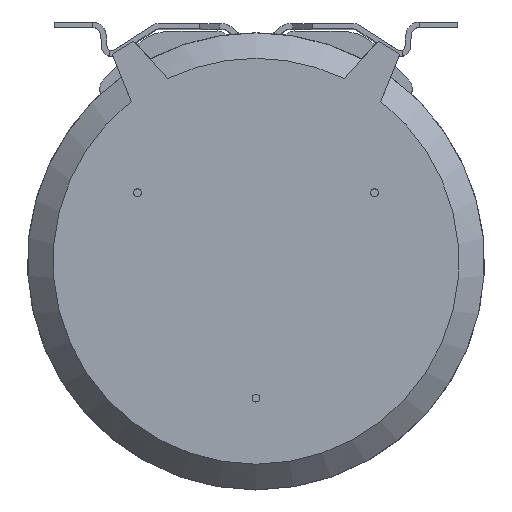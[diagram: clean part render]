
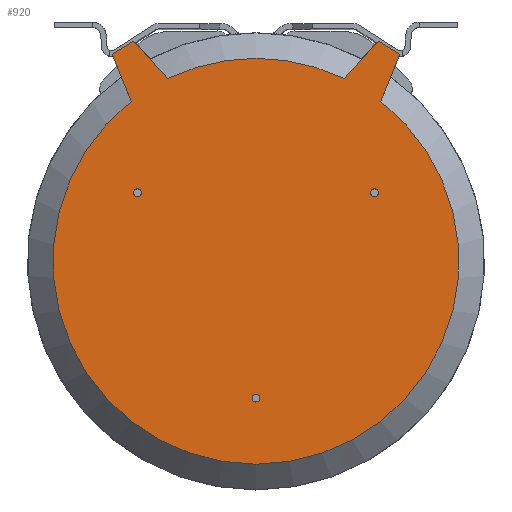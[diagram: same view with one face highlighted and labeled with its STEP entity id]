
A CAD part, top view. The second image highlights one B-rep face of the part: STEP entity #920.
In plain terms, the highlighted planar face has unit normal (0, 0, 1).
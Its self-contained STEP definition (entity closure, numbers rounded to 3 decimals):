
#580=CIRCLE('',#5701,148.294);
#581=CIRCLE('',#5702,148.294);
#592=CIRCLE('',#5717,148.294);
#593=CIRCLE('',#5718,148.294);
#594=CIRCLE('',#5719,2.876);
#595=CIRCLE('',#5720,2.876);
#596=CIRCLE('',#5721,2.876);
#597=CIRCLE('',#5722,2.876);
#598=CIRCLE('',#5723,2.876);
#599=CIRCLE('',#5724,2.876);
#920=ADVANCED_FACE('',(#1370,#1371,#1372,#1373),#1211,.T.);
#1211=PLANE('',#5725);
#1370=FACE_BOUND('',#1440,.T.);
#1371=FACE_BOUND('',#1441,.T.);
#1372=FACE_BOUND('',#1442,.T.);
#1373=FACE_BOUND('',#1443,.T.);
#1440=EDGE_LOOP('',(#1812,#1813,#1814,#1815,#1816,#1817,#1818,#1819,#1820,
#1821));
#1441=EDGE_LOOP('',(#1822,#1823));
#1442=EDGE_LOOP('',(#1824,#1825));
#1443=EDGE_LOOP('',(#1826,#1827));
#1812=ORIENTED_EDGE('',*,*,#4035,.F.);
#1813=ORIENTED_EDGE('',*,*,#4036,.F.);
#1814=ORIENTED_EDGE('',*,*,#4037,.F.);
#1815=ORIENTED_EDGE('',*,*,#4038,.F.);
#1816=ORIENTED_EDGE('',*,*,#4039,.F.);
#1817=ORIENTED_EDGE('',*,*,#4040,.F.);
#1818=ORIENTED_EDGE('',*,*,#4041,.F.);
#1819=ORIENTED_EDGE('',*,*,#4042,.F.);
#1820=ORIENTED_EDGE('',*,*,#4013,.F.);
#1821=ORIENTED_EDGE('',*,*,#4012,.F.);
#1822=ORIENTED_EDGE('',*,*,#4043,.F.);
#1823=ORIENTED_EDGE('',*,*,#4044,.F.);
#1824=ORIENTED_EDGE('',*,*,#4045,.F.);
#1825=ORIENTED_EDGE('',*,*,#4046,.F.);
#1826=ORIENTED_EDGE('',*,*,#4047,.F.);
#1827=ORIENTED_EDGE('',*,*,#4048,.F.);
#3445=VERTEX_POINT('',#8170);
#3446=VERTEX_POINT('',#8172);
#3447=VERTEX_POINT('',#8174);
#3465=VERTEX_POINT('',#8219);
#3466=VERTEX_POINT('',#8223);
#3467=VERTEX_POINT('',#8225);
#3468=VERTEX_POINT('',#8227);
#3469=VERTEX_POINT('',#8229);
#3470=VERTEX_POINT('',#8231);
#3471=VERTEX_POINT('',#8233);
#3472=VERTEX_POINT('',#8236);
#3473=VERTEX_POINT('',#8237);
#3474=VERTEX_POINT('',#8240);
#3475=VERTEX_POINT('',#8241);
#3476=VERTEX_POINT('',#8244);
#3477=VERTEX_POINT('',#8245);
#4012=EDGE_CURVE('',#3445,#3446,#580,.T.);
#4013=EDGE_CURVE('',#3446,#3447,#581,.T.);
#4035=EDGE_CURVE('',#3465,#3445,#4849,.T.);
#4036=EDGE_CURVE('',#3466,#3465,#4850,.T.);
#4037=EDGE_CURVE('',#3467,#3466,#4851,.T.);
#4038=EDGE_CURVE('',#3468,#3467,#592,.T.);
#4039=EDGE_CURVE('',#3469,#3468,#593,.T.);
#4040=EDGE_CURVE('',#3470,#3469,#4852,.T.);
#4041=EDGE_CURVE('',#3471,#3470,#4853,.T.);
#4042=EDGE_CURVE('',#3447,#3471,#4854,.T.);
#4043=EDGE_CURVE('',#3472,#3473,#594,.T.);
#4044=EDGE_CURVE('',#3473,#3472,#595,.T.);
#4045=EDGE_CURVE('',#3474,#3475,#596,.T.);
#4046=EDGE_CURVE('',#3475,#3474,#597,.T.);
#4047=EDGE_CURVE('',#3476,#3477,#598,.T.);
#4048=EDGE_CURVE('',#3477,#3476,#599,.T.);
#4849=LINE('',#8220,#5283);
#4850=LINE('',#8222,#5284);
#4851=LINE('',#8224,#5285);
#4852=LINE('',#8230,#5286);
#4853=LINE('',#8232,#5287);
#4854=LINE('',#8234,#5288);
#5283=VECTOR('',#6416,1.);
#5284=VECTOR('',#6419,1.);
#5285=VECTOR('',#6420,1.);
#5286=VECTOR('',#6425,1.);
#5287=VECTOR('',#6426,1.);
#5288=VECTOR('',#6427,1.);
#5701=AXIS2_PLACEMENT_3D('',#8171,#6376,#6377);
#5702=AXIS2_PLACEMENT_3D('',#8173,#6378,#6379);
#5717=AXIS2_PLACEMENT_3D('',#8226,#6421,#6422);
#5718=AXIS2_PLACEMENT_3D('',#8228,#6423,#6424);
#5719=AXIS2_PLACEMENT_3D('',#8235,#6428,#6429);
#5720=AXIS2_PLACEMENT_3D('',#8238,#6430,#6431);
#5721=AXIS2_PLACEMENT_3D('',#8239,#6432,#6433);
#5722=AXIS2_PLACEMENT_3D('',#8242,#6434,#6435);
#5723=AXIS2_PLACEMENT_3D('',#8243,#6436,#6437);
#5724=AXIS2_PLACEMENT_3D('',#8246,#6438,#6439);
#5725=AXIS2_PLACEMENT_3D('',#8247,#6440,#6441);
#6376=DIRECTION('',(0.,0.,-1.));
#6377=DIRECTION('',(0.615,0.789,0.));
#6378=DIRECTION('',(0.,0.,-1.));
#6379=DIRECTION('',(0.,-1.,0.));
#6416=DIRECTION('',(-0.375,-0.927,0.));
#6419=DIRECTION('',(0.858,-0.514,0.));
#6420=DIRECTION('',(0.669,0.743,0.));
#6421=DIRECTION('',(0.,0.,-1.));
#6422=DIRECTION('',(0.,1.,0.));
#6423=DIRECTION('',(0.,0.,-1.));
#6424=DIRECTION('',(-0.435,0.9,0.));
#6425=DIRECTION('',(0.669,-0.743,0.));
#6426=DIRECTION('',(0.858,0.514,0.));
#6427=DIRECTION('',(-0.375,0.927,0.));
#6428=DIRECTION('',(0.,0.,1.));
#6429=DIRECTION('',(1.,0.,0.));
#6430=DIRECTION('',(0.,0.,1.));
#6431=DIRECTION('',(-1.,0.,0.));
#6432=DIRECTION('',(0.,0.,1.));
#6433=DIRECTION('',(-1.,0.,0.));
#6434=DIRECTION('',(0.,0.,1.));
#6435=DIRECTION('',(1.,0.,0.));
#6436=DIRECTION('',(0.,0.,1.));
#6437=DIRECTION('',(1.,0.,0.));
#6438=DIRECTION('',(0.,0.,1.));
#6439=DIRECTION('',(-1.,0.,0.));
#6440=DIRECTION('',(0.,0.,1.));
#6441=DIRECTION('',(0.,-1.,0.));
#8170=CARTESIAN_POINT('',(91.158,116.967,103.04));
#8171=CARTESIAN_POINT('',(0.,0.,103.04));
#8172=CARTESIAN_POINT('',(0.,-148.294,103.04));
#8173=CARTESIAN_POINT('',(0.,0.,103.04));
#8174=CARTESIAN_POINT('',(-91.158,116.967,103.04));
#8219=CARTESIAN_POINT('',(105.086,151.441,103.04));
#8220=CARTESIAN_POINT('',(105.086,151.441,103.04));
#8222=CARTESIAN_POINT('',(89.193,160.953,103.04));
#8223=CARTESIAN_POINT('',(89.193,160.953,103.04));
#8224=CARTESIAN_POINT('',(64.497,133.533,103.04));
#8225=CARTESIAN_POINT('',(64.497,133.533,103.04));
#8226=CARTESIAN_POINT('',(0.,0.,103.04));
#8227=CARTESIAN_POINT('',(0.,148.294,103.04));
#8228=CARTESIAN_POINT('',(0.,0.,103.04));
#8229=CARTESIAN_POINT('',(-64.497,133.533,103.04));
#8230=CARTESIAN_POINT('',(-89.193,160.953,103.04));
#8231=CARTESIAN_POINT('',(-89.193,160.953,103.04));
#8232=CARTESIAN_POINT('',(-105.086,151.441,103.04));
#8233=CARTESIAN_POINT('',(-105.086,151.441,103.04));
#8234=CARTESIAN_POINT('',(-91.158,116.967,103.04));
#8235=CARTESIAN_POINT('',(-86.603,50.,103.04));
#8236=CARTESIAN_POINT('',(-83.726,50.,103.04));
#8237=CARTESIAN_POINT('',(-89.479,50.,103.04));
#8238=CARTESIAN_POINT('',(-86.603,50.,103.04));
#8239=CARTESIAN_POINT('',(86.603,50.,103.04));
#8240=CARTESIAN_POINT('',(83.726,50.,103.04));
#8241=CARTESIAN_POINT('',(89.479,50.,103.04));
#8242=CARTESIAN_POINT('',(86.603,50.,103.04));
#8243=CARTESIAN_POINT('',(0.,-100.,103.04));
#8244=CARTESIAN_POINT('',(2.876,-100.,103.04));
#8245=CARTESIAN_POINT('',(-2.876,-100.,103.04));
#8246=CARTESIAN_POINT('',(0.,-100.,103.04));
#8247=CARTESIAN_POINT('',(0.,0.,103.04));
